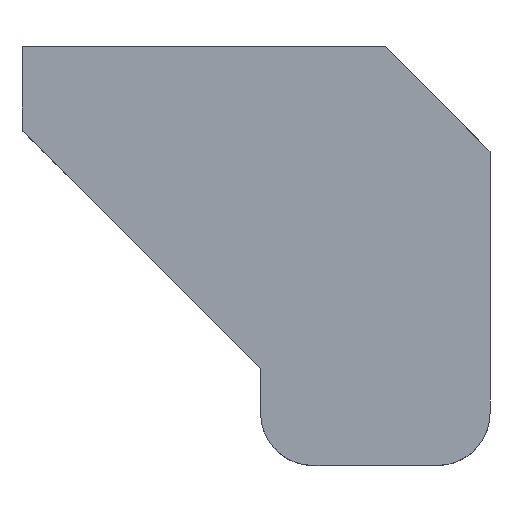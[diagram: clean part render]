
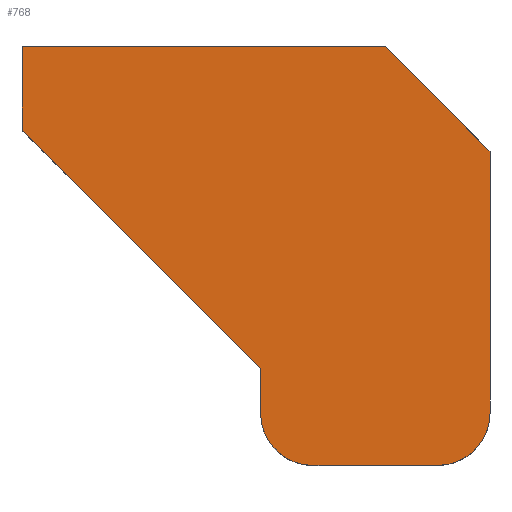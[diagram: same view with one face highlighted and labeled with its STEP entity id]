
A CAD part, top view. The second image highlights one B-rep face of the part: STEP entity #768.
In plain terms, the highlighted planar face has unit normal (0, 0, 1).
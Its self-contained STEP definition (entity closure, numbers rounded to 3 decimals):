
#16 = VECTOR ( 'NONE', #344, 1000. ) ;
#37 = CARTESIAN_POINT ( 'NONE',  ( 19.778, 5., 19. ) ) ;
#74 = CARTESIAN_POINT ( 'NONE',  ( 41.678, 5., 19. ) ) ;
#78 = DIRECTION ( 'NONE',  ( 1., 0., 0. ) ) ;
#84 = CARTESIAN_POINT ( 'NONE',  ( 41.678, 5., 19. ) ) ;
#90 = VECTOR ( 'NONE', #463, 1000. ) ;
#92 = VECTOR ( 'NONE', #616, 1000. ) ;
#109 = VERTEX_POINT ( 'NONE', #1139 ) ;
#111 = EDGE_CURVE ( 'NONE', #374, #373, #942, .T. ) ;
#170 = DIRECTION ( 'NONE',  ( 0., 0., 1. ) ) ;
#182 = LINE ( 'NONE', #1003, #923 ) ;
#204 = DIRECTION ( 'NONE',  ( 0., -1., 0. ) ) ;
#231 = CARTESIAN_POINT ( 'NONE',  ( 24.778, 5., 19. ) ) ;
#232 = VERTEX_POINT ( 'NONE', #909 ) ;
#259 = FACE_OUTER_BOUND ( 'NONE', #963, .T. ) ;
#298 = DIRECTION ( 'NONE',  ( 0., 0., 1. ) ) ;
#344 = DIRECTION ( 'NONE',  ( 0., 1., 0. ) ) ;
#347 = CARTESIAN_POINT ( 'NONE',  ( 19.778, 9.222, 19. ) ) ;
#352 = EDGE_CURVE ( 'NONE', #1006, #550, #842, .T. ) ;
#357 = CARTESIAN_POINT ( 'NONE',  ( 36.678, 5., 19. ) ) ;
#366 = ORIENTED_EDGE ( 'NONE', *, *, #840, .T. ) ;
#372 = AXIS2_PLACEMENT_3D ( 'NONE', #357, #298, #788 ) ;
#373 = VERTEX_POINT ( 'NONE', #790 ) ;
#374 = VERTEX_POINT ( 'NONE', #84 ) ;
#384 = CARTESIAN_POINT ( 'NONE',  ( -3., 32., 19. ) ) ;
#411 = AXIS2_PLACEMENT_3D ( 'NONE', #516, #170, #78 ) ;
#413 = ORIENTED_EDGE ( 'NONE', *, *, #483, .T. ) ;
#444 = DIRECTION ( 'NONE',  ( -1., 0., 0. ) ) ;
#457 = VERTEX_POINT ( 'NONE', #641 ) ;
#463 = DIRECTION ( 'NONE',  ( 1., 0., 0. ) ) ;
#483 = EDGE_CURVE ( 'NONE', #970, #109, #980, .T. ) ;
#516 = CARTESIAN_POINT ( 'NONE',  ( 36.678, 5., 19. ) ) ;
#520 = VECTOR ( 'NONE', #880, 1000. ) ;
#523 = LINE ( 'NONE', #598, #901 ) ;
#550 = VERTEX_POINT ( 'NONE', #37 ) ;
#555 = AXIS2_PLACEMENT_3D ( 'NONE', #231, #899, #740 ) ;
#572 = LINE ( 'NONE', #1002, #689 ) ;
#587 = ORIENTED_EDGE ( 'NONE', *, *, #1131, .T. ) ;
#596 = CARTESIAN_POINT ( 'NONE',  ( 24.778, 0., 19. ) ) ;
#598 = CARTESIAN_POINT ( 'NONE',  ( -3., 32., 19. ) ) ;
#600 = EDGE_CURVE ( 'NONE', #457, #832, #572, .T. ) ;
#616 = DIRECTION ( 'NONE',  ( -0.707, 0.707, 0. ) ) ;
#641 = CARTESIAN_POINT ( 'NONE',  ( -3., 40., 19. ) ) ;
#656 = ORIENTED_EDGE ( 'NONE', *, *, #720, .T. ) ;
#689 = VECTOR ( 'NONE', #204, 1000. ) ;
#720 = EDGE_CURVE ( 'NONE', #832, #1006, #523, .T. ) ;
#740 = DIRECTION ( 'NONE',  ( -1., 0., 0. ) ) ;
#768 = ADVANCED_FACE ( 'NONE', ( #259 ), #957, .T. ) ;
#778 = CIRCLE ( 'NONE', #372, 5. ) ;
#788 = DIRECTION ( 'NONE',  ( 1., 0., 0. ) ) ;
#790 = CARTESIAN_POINT ( 'NONE',  ( 41.678, 30., 19. ) ) ;
#806 = ORIENTED_EDGE ( 'NONE', *, *, #600, .T. ) ;
#832 = VERTEX_POINT ( 'NONE', #384 ) ;
#840 = EDGE_CURVE ( 'NONE', #550, #970, #1043, .T. ) ;
#842 = LINE ( 'NONE', #347, #520 ) ;
#878 = DIRECTION ( 'NONE',  ( 0.707, -0.707, 0. ) ) ;
#880 = DIRECTION ( 'NONE',  ( 0., -1., 0. ) ) ;
#881 = CARTESIAN_POINT ( 'NONE',  ( 19.778, 9.222, 19. ) ) ;
#887 = ORIENTED_EDGE ( 'NONE', *, *, #111, .T. ) ;
#899 = DIRECTION ( 'NONE',  ( 0., 0., 1. ) ) ;
#901 = VECTOR ( 'NONE', #878, 1000. ) ;
#903 = CARTESIAN_POINT ( 'NONE',  ( 36.678, 0., 19. ) ) ;
#909 = CARTESIAN_POINT ( 'NONE',  ( 31.678, 40., 19. ) ) ;
#923 = VECTOR ( 'NONE', #444, 1000. ) ;
#942 = LINE ( 'NONE', #74, #16 ) ;
#957 = PLANE ( 'NONE',  #411 ) ;
#963 = EDGE_LOOP ( 'NONE', ( #979, #887, #587, #1150, #806, #656, #1081, #366, #413 ) ) ;
#970 = VERTEX_POINT ( 'NONE', #596 ) ;
#974 = CARTESIAN_POINT ( 'NONE',  ( 41.678, 30., 19. ) ) ;
#979 = ORIENTED_EDGE ( 'NONE', *, *, #1063, .T. ) ;
#980 = LINE ( 'NONE', #903, #90 ) ;
#1002 = CARTESIAN_POINT ( 'NONE',  ( -3., 40., 19. ) ) ;
#1003 = CARTESIAN_POINT ( 'NONE',  ( 31.678, 40., 19. ) ) ;
#1006 = VERTEX_POINT ( 'NONE', #881 ) ;
#1043 = CIRCLE ( 'NONE', #555, 5. ) ;
#1047 = EDGE_CURVE ( 'NONE', #232, #457, #182, .T. ) ;
#1061 = LINE ( 'NONE', #974, #92 ) ;
#1063 = EDGE_CURVE ( 'NONE', #109, #374, #778, .T. ) ;
#1081 = ORIENTED_EDGE ( 'NONE', *, *, #352, .T. ) ;
#1131 = EDGE_CURVE ( 'NONE', #373, #232, #1061, .T. ) ;
#1139 = CARTESIAN_POINT ( 'NONE',  ( 36.678, 0., 19. ) ) ;
#1150 = ORIENTED_EDGE ( 'NONE', *, *, #1047, .T. ) ;
